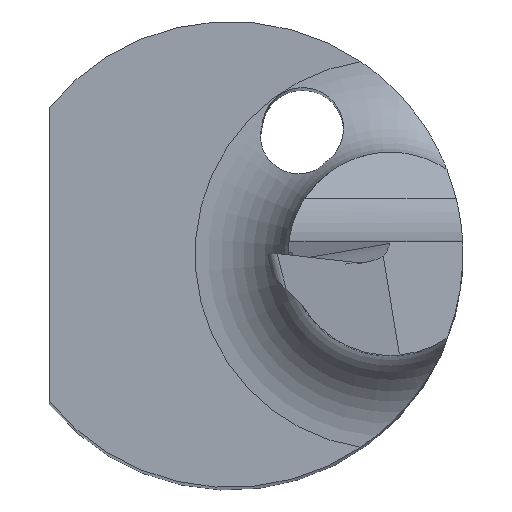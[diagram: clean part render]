
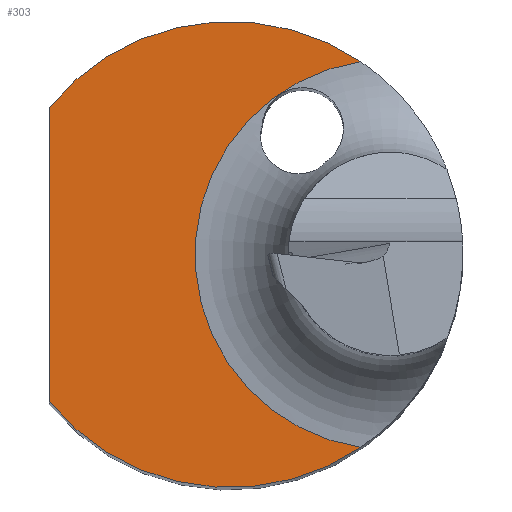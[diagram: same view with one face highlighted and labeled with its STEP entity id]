
A CAD part, top view. The second image highlights one B-rep face of the part: STEP entity #303.
In plain terms, the highlighted planar face has unit normal (0, 0, 1).
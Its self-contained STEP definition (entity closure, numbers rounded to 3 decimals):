
#8 = DIRECTION ( 'NONE',  ( 1., 0., 0. ) ) ;
#26 = CIRCLE ( 'NONE', #877, 2. ) ;
#50 = DIRECTION ( 'NONE',  ( 1., 0., 0. ) ) ;
#87 = CARTESIAN_POINT ( 'NONE',  ( -1.55, -1.264, 13.749 ) ) ;
#94 = PLANE ( 'NONE',  #250 ) ;
#98 = DIRECTION ( 'NONE',  ( 1., 0., 0. ) ) ;
#149 = CIRCLE ( 'NONE', #193, 1.675 ) ;
#171 = EDGE_CURVE ( 'NONE', #299, #849, #26, .T. ) ;
#193 = AXIS2_PLACEMENT_3D ( 'NONE', #837, #908, #50 ) ;
#211 = ORIENTED_EDGE ( 'NONE', *, *, #272, .T. ) ;
#246 = DIRECTION ( 'NONE',  ( 0., 0., -1. ) ) ;
#250 = AXIS2_PLACEMENT_3D ( 'NONE', #516, #246, #458 ) ;
#272 = EDGE_CURVE ( 'NONE', #617, #928, #839, .T. ) ;
#291 = ORIENTED_EDGE ( 'NONE', *, *, #864, .F. ) ;
#299 = VERTEX_POINT ( 'NONE', #874 ) ;
#303 = ADVANCED_FACE ( 'NONE', ( #320 ), #94, .F. ) ;
#320 = FACE_OUTER_BOUND ( 'NONE', #902, .T. ) ;
#339 = VECTOR ( 'NONE', #653, 1000. ) ;
#360 = CARTESIAN_POINT ( 'NONE',  ( -1.55, 1.264, 13.749 ) ) ;
#411 = DIRECTION ( 'NONE',  ( 0., 0., 1. ) ) ;
#458 = DIRECTION ( 'NONE',  ( 1., 0., 0. ) ) ;
#516 = CARTESIAN_POINT ( 'NONE',  ( 1.375, 0., 13.749 ) ) ;
#527 = CARTESIAN_POINT ( 'NONE',  ( 0., 0., 13.749 ) ) ;
#540 = CARTESIAN_POINT ( 'NONE',  ( 1.122, -1.656, 13.749 ) ) ;
#553 = AXIS2_PLACEMENT_3D ( 'NONE', #812, #596, #8 ) ;
#590 = LINE ( 'NONE', #798, #339 ) ;
#596 = DIRECTION ( 'NONE',  ( 0., 0., 1. ) ) ;
#617 = VERTEX_POINT ( 'NONE', #87 ) ;
#653 = DIRECTION ( 'NONE',  ( 0., -1., 0. ) ) ;
#697 = EDGE_CURVE ( 'NONE', #849, #617, #590, .T. ) ;
#736 = ORIENTED_EDGE ( 'NONE', *, *, #697, .T. ) ;
#798 = CARTESIAN_POINT ( 'NONE',  ( -1.55, -2., 13.749 ) ) ;
#805 = ORIENTED_EDGE ( 'NONE', *, *, #171, .T. ) ;
#812 = CARTESIAN_POINT ( 'NONE',  ( 0., 0., 13.749 ) ) ;
#837 = CARTESIAN_POINT ( 'NONE',  ( 1.375, 0., 13.749 ) ) ;
#839 = CIRCLE ( 'NONE', #553, 2. ) ;
#849 = VERTEX_POINT ( 'NONE', #360 ) ;
#864 = EDGE_CURVE ( 'NONE', #299, #928, #149, .T. ) ;
#874 = CARTESIAN_POINT ( 'NONE',  ( 1.122, 1.656, 13.749 ) ) ;
#877 = AXIS2_PLACEMENT_3D ( 'NONE', #527, #411, #98 ) ;
#902 = EDGE_LOOP ( 'NONE', ( #805, #736, #211, #291 ) ) ;
#908 = DIRECTION ( 'NONE',  ( 0., 0., 1. ) ) ;
#928 = VERTEX_POINT ( 'NONE', #540 ) ;
